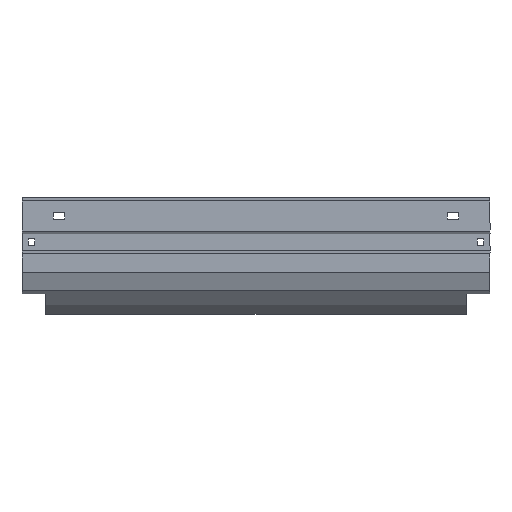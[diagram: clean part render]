
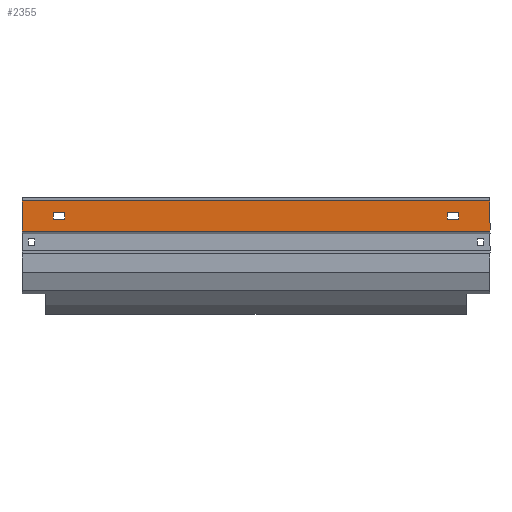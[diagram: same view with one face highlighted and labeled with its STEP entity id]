
A CAD part, top view. The second image highlights one B-rep face of the part: STEP entity #2355.
In plain terms, the highlighted planar face has unit normal (0, 0, 1).
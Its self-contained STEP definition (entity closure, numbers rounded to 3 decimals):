
#64 = CARTESIAN_POINT ( 'NONE',  ( -200.5, -19.651, 0. ) ) ;
#97 = VERTEX_POINT ( 'NONE', #476 ) ;
#125 = EDGE_LOOP ( 'NONE', ( #673, #669, #657, #645, #615, #611, #603, #595 ) ) ;
#174 = CARTESIAN_POINT ( 'NONE',  ( 212.5, -19.651, 0. ) ) ;
#184 = VERTEX_POINT ( 'NONE', #540 ) ;
#260 = CARTESIAN_POINT ( 'NONE',  ( -200.5, -12.651, 0. ) ) ;
#264 = VERTEX_POINT ( 'NONE', #260 ) ;
#288 = PLANE ( 'NONE',  #480 ) ;
#322 = CARTESIAN_POINT ( 'NONE',  ( -245., -30.384, 0. ) ) ;
#355 = VERTEX_POINT ( 'NONE', #1234 ) ;
#391 = EDGE_LOOP ( 'NONE', ( #701, #690, #687, #680 ) ) ;
#397 = VERTEX_POINT ( 'NONE', #1613 ) ;
#459 = DIRECTION ( 'NONE',  ( 0., -1., 0. ) ) ;
#474 = DIRECTION ( 'NONE',  ( 0., -1., 0. ) ) ;
#476 = CARTESIAN_POINT ( 'NONE',  ( -245., -1.918, 0. ) ) ;
#480 = AXIS2_PLACEMENT_3D ( 'NONE', #591, #1342, #1314 ) ;
#495 = LINE ( 'NONE', #1082, #1533 ) ;
#519 = CARTESIAN_POINT ( 'NONE',  ( 245., 0., 0. ) ) ;
#530 = CARTESIAN_POINT ( 'NONE',  ( -212.5, -12.651, 0. ) ) ;
#540 = CARTESIAN_POINT ( 'NONE',  ( 245., -1.918, 0. ) ) ;
#544 = VERTEX_POINT ( 'NONE', #1317 ) ;
#545 = DIRECTION ( 'NONE',  ( 0., 1., 0. ) ) ;
#562 = CARTESIAN_POINT ( 'NONE',  ( -200.5, -12.651, 0. ) ) ;
#591 = CARTESIAN_POINT ( 'NONE',  ( -245., 0., 0. ) ) ;
#595 = ORIENTED_EDGE ( 'NONE', *, *, #1580, .F. ) ;
#603 = ORIENTED_EDGE ( 'NONE', *, *, #1172, .T. ) ;
#611 = ORIENTED_EDGE ( 'NONE', *, *, #1468, .T. ) ;
#615 = ORIENTED_EDGE ( 'NONE', *, *, #1168, .T. ) ;
#645 = ORIENTED_EDGE ( 'NONE', *, *, #1075, .F. ) ;
#652 = CARTESIAN_POINT ( 'NONE',  ( -245., -32.302, 0. ) ) ;
#657 = ORIENTED_EDGE ( 'NONE', *, *, #1074, .F. ) ;
#669 = ORIENTED_EDGE ( 'NONE', *, *, #1175, .T. ) ;
#673 = ORIENTED_EDGE ( 'NONE', *, *, #1524, .F. ) ;
#680 = ORIENTED_EDGE ( 'NONE', *, *, #1490, .F. ) ;
#687 = ORIENTED_EDGE ( 'NONE', *, *, #1576, .F. ) ;
#690 = ORIENTED_EDGE ( 'NONE', *, *, #1163, .F. ) ;
#692 = VECTOR ( 'NONE', #459, 1000. ) ;
#701 = ORIENTED_EDGE ( 'NONE', *, *, #1560, .F. ) ;
#702 = VECTOR ( 'NONE', #474, 1000. ) ;
#705 = ORIENTED_EDGE ( 'NONE', *, *, #1219, .F. ) ;
#711 = VERTEX_POINT ( 'NONE', #174 ) ;
#720 = CARTESIAN_POINT ( 'NONE',  ( 200.5, -12.651, 0. ) ) ;
#721 = ORIENTED_EDGE ( 'NONE', *, *, #1531, .F. ) ;
#724 = DIRECTION ( 'NONE',  ( 0., -1., 0. ) ) ;
#730 = CARTESIAN_POINT ( 'NONE',  ( 245., 0., 0. ) ) ;
#732 = DIRECTION ( 'NONE',  ( -1., 0., 0. ) ) ;
#736 = DIRECTION ( 'NONE',  ( 0., -1., 0. ) ) ;
#741 = CARTESIAN_POINT ( 'NONE',  ( -212.5, -12.651, 0. ) ) ;
#749 = FACE_OUTER_BOUND ( 'NONE', #125, .T. ) ;
#756 = FACE_BOUND ( 'NONE', #391, .T. ) ;
#765 = FACE_BOUND ( 'NONE', #1617, .T. ) ;
#766 = DIRECTION ( 'NONE',  ( 0., -1., 0. ) ) ;
#772 = VERTEX_POINT ( 'NONE', #322 ) ;
#780 = CARTESIAN_POINT ( 'NONE',  ( -245., -30.384, 0. ) ) ;
#933 = CARTESIAN_POINT ( 'NONE',  ( 245., 0., 0. ) ) ;
#960 = VECTOR ( 'NONE', #1412, 1000. ) ;
#1029 = EDGE_CURVE ( 'NONE', #711, #2376, #2612, .T. ) ;
#1067 = DIRECTION ( 'NONE',  ( -1., 0., 0. ) ) ;
#1074 = EDGE_CURVE ( 'NONE', #1128, #2256, #1349, .T. ) ;
#1075 = EDGE_CURVE ( 'NONE', #97, #1128, #1347, .T. ) ;
#1082 = CARTESIAN_POINT ( 'NONE',  ( 212.5, -12.651, 0. ) ) ;
#1128 = VERTEX_POINT ( 'NONE', #2469 ) ;
#1159 = EDGE_CURVE ( 'NONE', #2097, #711, #1433, .T. ) ;
#1163 = EDGE_CURVE ( 'NONE', #355, #1916, #2396, .T. ) ;
#1168 = EDGE_CURVE ( 'NONE', #97, #772, #2308, .T. ) ;
#1172 = EDGE_CURVE ( 'NONE', #2262, #544, #2143, .T. ) ;
#1175 = EDGE_CURVE ( 'NONE', #184, #2256, #2258, .T. ) ;
#1219 = EDGE_CURVE ( 'NONE', #2376, #2239, #495, .T. ) ;
#1234 = CARTESIAN_POINT ( 'NONE',  ( -212.5, -19.651, 0. ) ) ;
#1304 = CARTESIAN_POINT ( 'NONE',  ( 212.5, -12.651, 0. ) ) ;
#1311 = CARTESIAN_POINT ( 'NONE',  ( 200.5, -12.651, 0. ) ) ;
#1314 = DIRECTION ( 'NONE',  ( 1., 0., 0. ) ) ;
#1317 = CARTESIAN_POINT ( 'NONE',  ( 245., -32.302, 0. ) ) ;
#1329 = VECTOR ( 'NONE', #2107, 1000. ) ;
#1342 = DIRECTION ( 'NONE',  ( 0., 0., 1. ) ) ;
#1344 = VECTOR ( 'NONE', #2465, 1000. ) ;
#1347 = LINE ( 'NONE', #2459, #1329 ) ;
#1349 = LINE ( 'NONE', #2427, #1344 ) ;
#1377 = DIRECTION ( 'NONE',  ( 0., 1., 0. ) ) ;
#1412 = DIRECTION ( 'NONE',  ( 1., 0., 0. ) ) ;
#1433 = LINE ( 'NONE', #2471, #960 ) ;
#1436 = DIRECTION ( 'NONE',  ( 1., 0., 0. ) ) ;
#1439 = CARTESIAN_POINT ( 'NONE',  ( -212.5, -19.651, 0. ) ) ;
#1447 = CARTESIAN_POINT ( 'NONE',  ( -245., -32.302, 0. ) ) ;
#1461 = CARTESIAN_POINT ( 'NONE',  ( 245., -1.918, 0. ) ) ;
#1464 = DIRECTION ( 'NONE',  ( 1., 0., 0. ) ) ;
#1468 = EDGE_CURVE ( 'NONE', #772, #2262, #1809, .T. ) ;
#1490 = EDGE_CURVE ( 'NONE', #264, #2194, #2660, .T. ) ;
#1492 = DIRECTION ( 'NONE',  ( 0., -1., 0. ) ) ;
#1499 = VECTOR ( 'NONE', #766, 1000. ) ;
#1524 = EDGE_CURVE ( 'NONE', #184, #397, #2657, .T. ) ;
#1527 = CARTESIAN_POINT ( 'NONE',  ( -245., 0., 0. ) ) ;
#1531 = EDGE_CURVE ( 'NONE', #2239, #2097, #1828, .T. ) ;
#1533 = VECTOR ( 'NONE', #1067, 1000. ) ;
#1552 = DIRECTION ( 'NONE',  ( 0., 1., 0. ) ) ;
#1560 = EDGE_CURVE ( 'NONE', #1916, #264, #1860, .T. ) ;
#1576 = EDGE_CURVE ( 'NONE', #2194, #355, #2495, .T. ) ;
#1580 = EDGE_CURVE ( 'NONE', #397, #544, #2485, .T. ) ;
#1594 = CARTESIAN_POINT ( 'NONE',  ( -212.5, -12.651, 0. ) ) ;
#1613 = CARTESIAN_POINT ( 'NONE',  ( 245., -30.384, 0. ) ) ;
#1617 = EDGE_LOOP ( 'NONE', ( #2646, #2645, #721, #705 ) ) ;
#1704 = CARTESIAN_POINT ( 'NONE',  ( 212.5, -12.651, 0. ) ) ;
#1763 = CARTESIAN_POINT ( 'NONE',  ( 200.5, -19.651, 0. ) ) ;
#1809 = LINE ( 'NONE', #780, #1499 ) ;
#1811 = VECTOR ( 'NONE', #736, 1000. ) ;
#1816 = VECTOR ( 'NONE', #732, 1000. ) ;
#1828 = LINE ( 'NONE', #720, #1852 ) ;
#1839 = VECTOR ( 'NONE', #545, 1000. ) ;
#1852 = VECTOR ( 'NONE', #724, 1000. ) ;
#1860 = LINE ( 'NONE', #562, #1839 ) ;
#1916 = VERTEX_POINT ( 'NONE', #64 ) ;
#2097 = VERTEX_POINT ( 'NONE', #1763 ) ;
#2107 = DIRECTION ( 'NONE',  ( 0., 1., 0. ) ) ;
#2136 = VECTOR ( 'NONE', #1436, 1000. ) ;
#2143 = LINE ( 'NONE', #1447, #2136 ) ;
#2168 = VECTOR ( 'NONE', #1492, 1000. ) ;
#2194 = VERTEX_POINT ( 'NONE', #1594 ) ;
#2239 = VERTEX_POINT ( 'NONE', #1311 ) ;
#2256 = VERTEX_POINT ( 'NONE', #933 ) ;
#2258 = LINE ( 'NONE', #1461, #2381 ) ;
#2262 = VERTEX_POINT ( 'NONE', #652 ) ;
#2308 = LINE ( 'NONE', #1527, #2168 ) ;
#2355 = ADVANCED_FACE ( 'NONE', ( #765, #756, #749 ), #288, .T. ) ;
#2360 = VECTOR ( 'NONE', #1464, 1000. ) ;
#2376 = VERTEX_POINT ( 'NONE', #1704 ) ;
#2381 = VECTOR ( 'NONE', #1552, 1000. ) ;
#2396 = LINE ( 'NONE', #1439, #2360 ) ;
#2427 = CARTESIAN_POINT ( 'NONE',  ( -245., 0., 0. ) ) ;
#2459 = CARTESIAN_POINT ( 'NONE',  ( -245., 0., 0. ) ) ;
#2465 = DIRECTION ( 'NONE',  ( 1., 0., 0. ) ) ;
#2469 = CARTESIAN_POINT ( 'NONE',  ( -245., 0., 0. ) ) ;
#2471 = CARTESIAN_POINT ( 'NONE',  ( 212.5, -19.651, 0. ) ) ;
#2485 = LINE ( 'NONE', #519, #692 ) ;
#2495 = LINE ( 'NONE', #530, #702 ) ;
#2611 = VECTOR ( 'NONE', #1377, 1000. ) ;
#2612 = LINE ( 'NONE', #1304, #2611 ) ;
#2645 = ORIENTED_EDGE ( 'NONE', *, *, #1159, .F. ) ;
#2646 = ORIENTED_EDGE ( 'NONE', *, *, #1029, .F. ) ;
#2657 = LINE ( 'NONE', #730, #1811 ) ;
#2660 = LINE ( 'NONE', #741, #1816 ) ;
